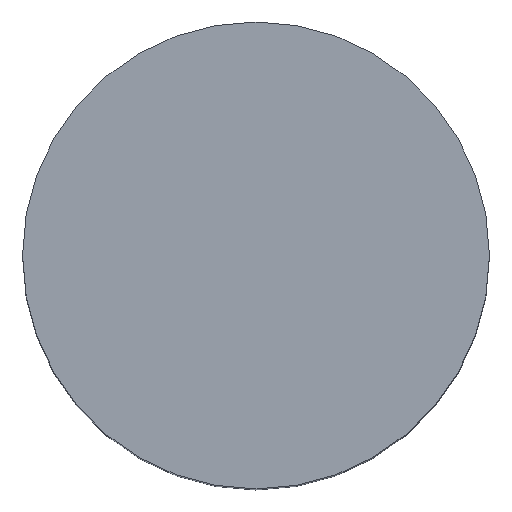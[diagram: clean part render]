
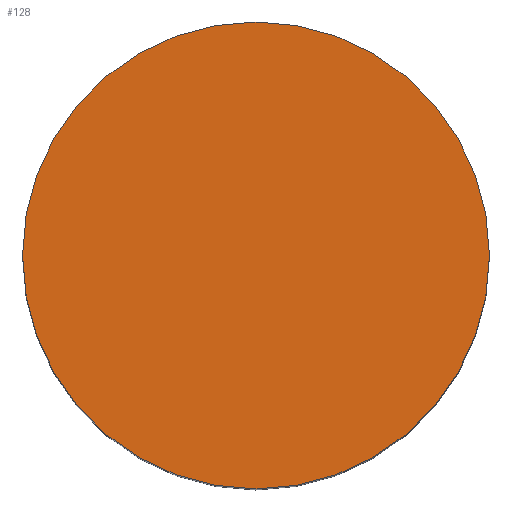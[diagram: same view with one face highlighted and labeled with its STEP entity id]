
A CAD part, top view. The second image highlights one B-rep face of the part: STEP entity #128.
In plain terms, the highlighted planar face has unit normal (0, 0, 1).
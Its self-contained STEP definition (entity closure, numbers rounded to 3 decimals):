
#18 = ORIENTED_EDGE ( 'NONE', *, *, #174, .T. ) ;
#21 = DIRECTION ( 'NONE',  ( 1., 0., 0. ) ) ;
#22 = DIRECTION ( 'NONE',  ( 1., 0., 0. ) ) ;
#25 = AXIS2_PLACEMENT_3D ( 'NONE', #28, #142, #22 ) ;
#28 = CARTESIAN_POINT ( 'NONE',  ( 0., 0., 30. ) ) ;
#34 = CARTESIAN_POINT ( 'NONE',  ( 0., 0., 30. ) ) ;
#36 = ORIENTED_EDGE ( 'NONE', *, *, #47, .T. ) ;
#47 = EDGE_CURVE ( 'NONE', #106, #163, #139, .T. ) ;
#49 = AXIS2_PLACEMENT_3D ( 'NONE', #157, #55, #21 ) ;
#55 = DIRECTION ( 'NONE',  ( 0., 0., 1. ) ) ;
#56 = CARTESIAN_POINT ( 'NONE',  ( -22.5, 0., 30. ) ) ;
#80 = CIRCLE ( 'NONE', #155, 22.5 ) ;
#82 = DIRECTION ( 'NONE',  ( 0., 0., 1. ) ) ;
#87 = CARTESIAN_POINT ( 'NONE',  ( 22.5, 0., 30. ) ) ;
#106 = VERTEX_POINT ( 'NONE', #87 ) ;
#128 = ADVANCED_FACE ( 'NONE', ( #154 ), #152, .T. ) ;
#129 = DIRECTION ( 'NONE',  ( 1., 0., 0. ) ) ;
#139 = CIRCLE ( 'NONE', #49, 22.5 ) ;
#142 = DIRECTION ( 'NONE',  ( 0., 0., 1. ) ) ;
#148 = EDGE_LOOP ( 'NONE', ( #18, #36 ) ) ;
#152 = PLANE ( 'NONE',  #25 ) ;
#154 = FACE_OUTER_BOUND ( 'NONE', #148, .T. ) ;
#155 = AXIS2_PLACEMENT_3D ( 'NONE', #34, #82, #129 ) ;
#157 = CARTESIAN_POINT ( 'NONE',  ( 0., 0., 30. ) ) ;
#163 = VERTEX_POINT ( 'NONE', #56 ) ;
#174 = EDGE_CURVE ( 'NONE', #163, #106, #80, .T. ) ;
